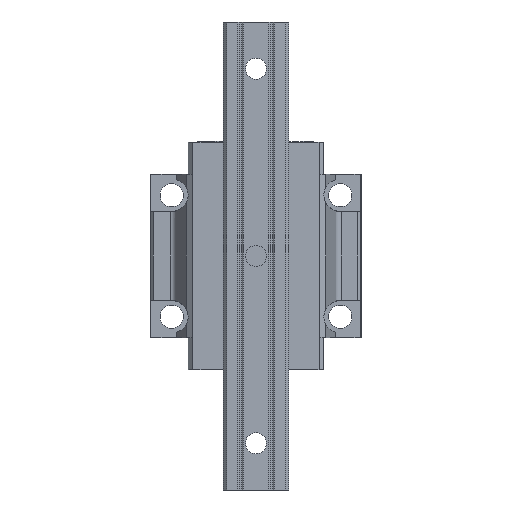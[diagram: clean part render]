
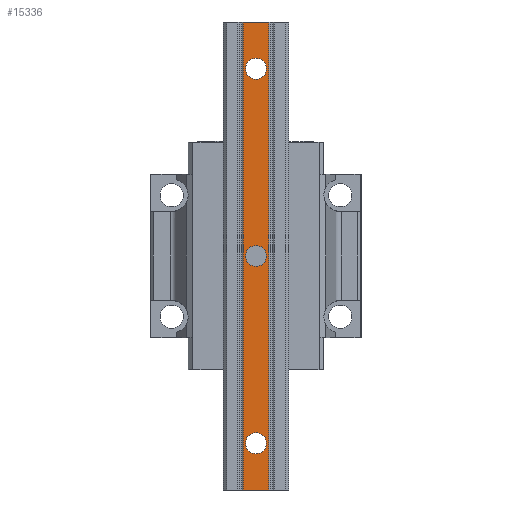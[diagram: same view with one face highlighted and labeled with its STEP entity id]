
A CAD part, front view. The second image highlights one B-rep face of the part: STEP entity #15336.
In plain terms, the highlighted planar face has unit normal (0, -1, 0).
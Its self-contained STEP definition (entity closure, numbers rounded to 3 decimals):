
#13990=DIRECTION('',(1.,0.,0.));
#13991=VECTOR('',#13990,11.1);
#13992=CARTESIAN_POINT('',(-5.55,-26.,-100.));
#13993=LINE('',#13992,#13991);
#14154=DIRECTION('',(0.,0.,1.));
#14155=VECTOR('',#14154,200.);
#14156=CARTESIAN_POINT('',(5.55,-26.,-100.));
#14157=LINE('',#14156,#14155);
#14158=DIRECTION('',(0.,0.,1.));
#14159=VECTOR('',#14158,200.);
#14160=CARTESIAN_POINT('',(-5.55,-26.,-100.));
#14161=LINE('',#14160,#14159);
#14162=CARTESIAN_POINT('',(0.,-26.,0.));
#14163=DIRECTION('',(0.,1.,0.));
#14164=DIRECTION('',(-1.,0.,0.));
#14165=AXIS2_PLACEMENT_3D('',#14162,#14163,#14164);
#14167=CARTESIAN_POINT('',(0.,-26.,0.));
#14168=DIRECTION('',(0.,1.,0.));
#14169=DIRECTION('',(1.,0.,0.));
#14170=AXIS2_PLACEMENT_3D('',#14167,#14168,#14169);
#14172=CARTESIAN_POINT('',(0.,-26.,80.));
#14173=DIRECTION('',(0.,1.,0.));
#14174=DIRECTION('',(-1.,0.,0.));
#14175=AXIS2_PLACEMENT_3D('',#14172,#14173,#14174);
#14177=CARTESIAN_POINT('',(0.,-26.,80.));
#14178=DIRECTION('',(0.,1.,0.));
#14179=DIRECTION('',(1.,0.,0.));
#14180=AXIS2_PLACEMENT_3D('',#14177,#14178,#14179);
#14182=CARTESIAN_POINT('',(0.,-26.,-80.));
#14183=DIRECTION('',(0.,1.,0.));
#14184=DIRECTION('',(-1.,0.,0.));
#14185=AXIS2_PLACEMENT_3D('',#14182,#14183,#14184);
#14187=CARTESIAN_POINT('',(0.,-26.,-80.));
#14188=DIRECTION('',(0.,1.,0.));
#14189=DIRECTION('',(1.,0.,0.));
#14190=AXIS2_PLACEMENT_3D('',#14187,#14188,#14189);
#14426=DIRECTION('',(1.,0.,0.));
#14427=VECTOR('',#14426,11.1);
#14428=CARTESIAN_POINT('',(-5.55,-26.,100.));
#14429=LINE('',#14428,#14427);
#14728=CARTESIAN_POINT('',(-5.55,-26.,-100.));
#14729=VERTEX_POINT('',#14728);
#14730=CARTESIAN_POINT('',(5.55,-26.,-100.));
#14731=VERTEX_POINT('',#14730);
#14828=CARTESIAN_POINT('',(-5.55,-26.,100.));
#14829=VERTEX_POINT('',#14828);
#14830=CARTESIAN_POINT('',(5.55,-26.,100.));
#14831=VERTEX_POINT('',#14830);
#14868=CARTESIAN_POINT('',(-4.5,-26.,0.));
#14869=CARTESIAN_POINT('',(4.5,-26.,0.));
#14870=VERTEX_POINT('',#14868);
#14871=VERTEX_POINT('',#14869);
#14872=CARTESIAN_POINT('',(-4.5,-26.,80.));
#14873=CARTESIAN_POINT('',(4.5,-26.,80.));
#14874=VERTEX_POINT('',#14872);
#14875=VERTEX_POINT('',#14873);
#14876=CARTESIAN_POINT('',(-4.5,-26.,-80.));
#14877=CARTESIAN_POINT('',(4.5,-26.,-80.));
#14878=VERTEX_POINT('',#14876);
#14879=VERTEX_POINT('',#14877);
#15305=CARTESIAN_POINT('',(-5.55,-26.,-100.));
#15306=DIRECTION('',(0.,-1.,0.));
#15307=DIRECTION('',(1.,0.,0.));
#15308=AXIS2_PLACEMENT_3D('',#15305,#15306,#15307);
#15309=PLANE('',#15308);
#15310=ORIENTED_EDGE('',*,*,#14981,.F.);
#15312=ORIENTED_EDGE('',*,*,#15311,.T.);
#15314=ORIENTED_EDGE('',*,*,#15313,.T.);
#15315=ORIENTED_EDGE('',*,*,#15297,.F.);
#15316=EDGE_LOOP('',(#15310,#15312,#15314,#15315));
#15317=FACE_OUTER_BOUND('',#15316,.F.);
#15319=ORIENTED_EDGE('',*,*,#15318,.F.);
#15321=ORIENTED_EDGE('',*,*,#15320,.F.);
#15322=EDGE_LOOP('',(#15319,#15321));
#15323=FACE_BOUND('',#15322,.F.);
#15325=ORIENTED_EDGE('',*,*,#15324,.F.);
#15327=ORIENTED_EDGE('',*,*,#15326,.F.);
#15328=EDGE_LOOP('',(#15325,#15327));
#15329=FACE_BOUND('',#15328,.F.);
#15331=ORIENTED_EDGE('',*,*,#15330,.F.);
#15333=ORIENTED_EDGE('',*,*,#15332,.F.);
#15334=EDGE_LOOP('',(#15331,#15333));
#15335=FACE_BOUND('',#15334,.F.);
#15336=ADVANCED_FACE('',(#15317,#15323,#15329,#15335),#15309,.T.);
#14166=CIRCLE('',#14165,4.5);
#14171=CIRCLE('',#14170,4.5);
#14176=CIRCLE('',#14175,4.5);
#14181=CIRCLE('',#14180,4.5);
#14186=CIRCLE('',#14185,4.5);
#14191=CIRCLE('',#14190,4.5);
#14981=EDGE_CURVE('',#14729,#14731,#13993,.T.);
#15297=EDGE_CURVE('',#14731,#14831,#14157,.T.);
#15311=EDGE_CURVE('',#14729,#14829,#14161,.T.);
#15313=EDGE_CURVE('',#14829,#14831,#14429,.T.);
#15318=EDGE_CURVE('',#14870,#14871,#14166,.T.);
#15320=EDGE_CURVE('',#14871,#14870,#14171,.T.);
#15324=EDGE_CURVE('',#14874,#14875,#14176,.T.);
#15326=EDGE_CURVE('',#14875,#14874,#14181,.T.);
#15330=EDGE_CURVE('',#14878,#14879,#14186,.T.);
#15332=EDGE_CURVE('',#14879,#14878,#14191,.T.);
